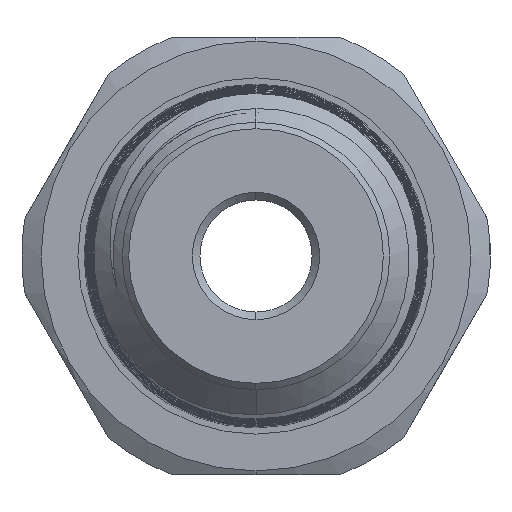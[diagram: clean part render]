
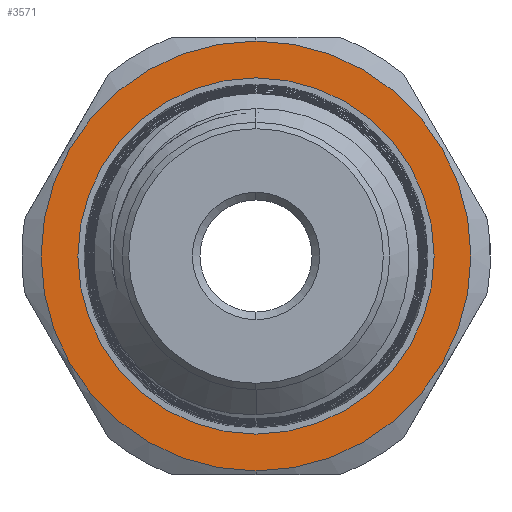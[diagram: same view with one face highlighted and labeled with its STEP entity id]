
A CAD part, left-side view. The second image highlights one B-rep face of the part: STEP entity #3571.
In plain terms, the highlighted planar face has unit normal (-1, 0, 0).
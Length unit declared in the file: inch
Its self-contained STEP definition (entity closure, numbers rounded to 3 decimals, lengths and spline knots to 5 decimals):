
#109 = EDGE_CURVE ( 'NONE', #446, #2155, #2928, .T. ) ;
#267 = CARTESIAN_POINT ( 'NONE',  ( -0.1945, 0., -0.2775 ) ) ;
#380 = ORIENTED_EDGE ( 'NONE', *, *, #903, .T. ) ;
#385 = DIRECTION ( 'NONE',  ( 0., 0., -1. ) ) ;
#446 = VERTEX_POINT ( 'NONE', #267 ) ;
#619 = DIRECTION ( 'NONE',  ( 0., 0., -1. ) ) ;
#651 = AXIS2_PLACEMENT_3D ( 'NONE', #1969, #2456, #619 ) ;
#656 = CARTESIAN_POINT ( 'NONE',  ( -0.1945, 0., 0. ) ) ;
#903 = EDGE_CURVE ( 'NONE', #3364, #1801, #2368, .T. ) ;
#906 = DIRECTION ( 'NONE',  ( -1., 0., 0. ) ) ;
#948 = EDGE_LOOP ( 'NONE', ( #3817, #1221 ) ) ;
#995 = AXIS2_PLACEMENT_3D ( 'NONE', #4097, #4590, #5015 ) ;
#1221 = ORIENTED_EDGE ( 'NONE', *, *, #109, .F. ) ;
#1647 = FACE_BOUND ( 'NONE', #948, .T. ) ;
#1715 = CIRCLE ( 'NONE', #995, 0.3375 ) ;
#1801 = VERTEX_POINT ( 'NONE', #3263 ) ;
#1969 = CARTESIAN_POINT ( 'NONE',  ( -0.1945, 0.2775, 0. ) ) ;
#2155 = VERTEX_POINT ( 'NONE', #2858 ) ;
#2368 = CIRCLE ( 'NONE', #4100, 0.3375 ) ;
#2402 = AXIS2_PLACEMENT_3D ( 'NONE', #3240, #906, #4141 ) ;
#2456 = DIRECTION ( 'NONE',  ( 1., 0., 0. ) ) ;
#2858 = CARTESIAN_POINT ( 'NONE',  ( -0.1945, 0., 0.2775 ) ) ;
#2928 = CIRCLE ( 'NONE', #5433, 0.2775 ) ;
#3027 = EDGE_CURVE ( 'NONE', #2155, #446, #5353, .T. ) ;
#3032 = CARTESIAN_POINT ( 'NONE',  ( -0.1945, 0., 0. ) ) ;
#3055 = EDGE_CURVE ( 'NONE', #1801, #3364, #1715, .T. ) ;
#3240 = CARTESIAN_POINT ( 'NONE',  ( -0.1945, 0., 0. ) ) ;
#3263 = CARTESIAN_POINT ( 'NONE',  ( -0.1945, 0., -0.3375 ) ) ;
#3364 = VERTEX_POINT ( 'NONE', #5580 ) ;
#3497 = DIRECTION ( 'NONE',  ( -1., 0., 0. ) ) ;
#3571 = ADVANCED_FACE ( 'NONE', ( #4002, #1647 ), #5120, .F. ) ;
#3817 = ORIENTED_EDGE ( 'NONE', *, *, #3027, .F. ) ;
#4002 = FACE_OUTER_BOUND ( 'NONE', #5608, .T. ) ;
#4097 = CARTESIAN_POINT ( 'NONE',  ( -0.1945, 0., 0. ) ) ;
#4100 = AXIS2_PLACEMENT_3D ( 'NONE', #3032, #3497, #385 ) ;
#4141 = DIRECTION ( 'NONE',  ( 0., 0., 1. ) ) ;
#4590 = DIRECTION ( 'NONE',  ( -1., 0., 0. ) ) ;
#4689 = DIRECTION ( 'NONE',  ( -1., 0., 0. ) ) ;
#5015 = DIRECTION ( 'NONE',  ( 0., 0., -1. ) ) ;
#5120 = PLANE ( 'NONE',  #651 ) ;
#5353 = CIRCLE ( 'NONE', #2402, 0.2775 ) ;
#5433 = AXIS2_PLACEMENT_3D ( 'NONE', #656, #4689, #5675 ) ;
#5580 = CARTESIAN_POINT ( 'NONE',  ( -0.1945, 0., 0.3375 ) ) ;
#5593 = ORIENTED_EDGE ( 'NONE', *, *, #3055, .T. ) ;
#5608 = EDGE_LOOP ( 'NONE', ( #5593, #380 ) ) ;
#5675 = DIRECTION ( 'NONE',  ( 0., 0., 1. ) ) ;
